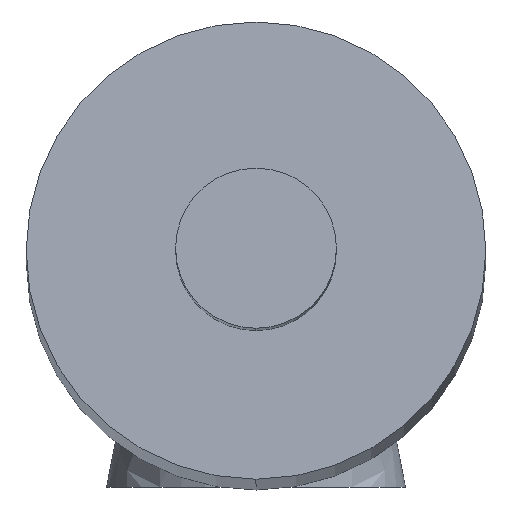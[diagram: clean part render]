
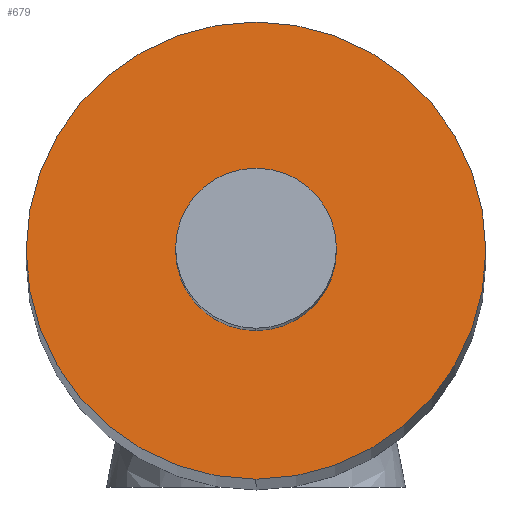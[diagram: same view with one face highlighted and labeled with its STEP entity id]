
A CAD part, left-side view. The second image highlights one B-rep face of the part: STEP entity #679.
In plain terms, the highlighted planar face has unit normal (-0.995, 0, 0.104).
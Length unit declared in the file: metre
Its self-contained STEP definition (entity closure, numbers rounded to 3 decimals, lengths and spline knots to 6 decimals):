
#21 = VERTEX_POINT ( 'NONE', #1073 ) ;
#34 = CARTESIAN_POINT ( 'NONE',  ( -2.653353, 0., 2.609021 ) ) ;
#96 = VERTEX_POINT ( 'NONE', #1053 ) ;
#174 = CARTESIAN_POINT ( 'NONE',  ( -2.836277, 0., 0.868607 ) ) ;
#185 = FACE_BOUND ( 'NONE', #1461, .T. ) ;
#348 = AXIS2_PLACEMENT_3D ( 'NONE', #682, #1285, #1274 ) ;
#381 = AXIS2_PLACEMENT_3D ( 'NONE', #1505, #1551, #1517 ) ;
#384 = AXIS2_PLACEMENT_3D ( 'NONE', #1383, #1527, #1663 ) ;
#419 = AXIS2_PLACEMENT_3D ( 'NONE', #776, #489, #931 ) ;
#432 = ORIENTED_EDGE ( 'NONE', *, *, #1615, .T. ) ;
#475 = CARTESIAN_POINT ( 'NONE',  ( -3.019202, 0., -0.871806 ) ) ;
#489 = DIRECTION ( 'NONE',  ( -0.995, 0., 0.105 ) ) ;
#500 = EDGE_CURVE ( 'NONE', #881, #871, #634, .T. ) ;
#634 = CIRCLE ( 'NONE', #419, 1.75 ) ;
#645 = FACE_OUTER_BOUND ( 'NONE', #1880, .T. ) ;
#674 = CIRCLE ( 'NONE', #381, 5. ) ;
#679 = ADVANCED_FACE ( 'NONE', ( #185, #645 ), #1535, .T. ) ;
#682 = CARTESIAN_POINT ( 'NONE',  ( -2.836277, 0., 0.868607 ) ) ;
#776 = CARTESIAN_POINT ( 'NONE',  ( -2.836277, 0., 0.868607 ) ) ;
#799 = CIRCLE ( 'NONE', #348, 5. ) ;
#871 = VERTEX_POINT ( 'NONE', #34 ) ;
#881 = VERTEX_POINT ( 'NONE', #475 ) ;
#931 = DIRECTION ( 'NONE',  ( 0.105, 0., 0.995 ) ) ;
#1025 = EDGE_CURVE ( 'NONE', #96, #21, #674, .T. ) ;
#1053 = CARTESIAN_POINT ( 'NONE',  ( -2.313635, 0., 5.841217 ) ) ;
#1056 = EDGE_CURVE ( 'NONE', #871, #881, #1592, .T. ) ;
#1073 = CARTESIAN_POINT ( 'NONE',  ( -3.35892, 0., -4.104002 ) ) ;
#1274 = DIRECTION ( 'NONE',  ( 0.105, 0., 0.995 ) ) ;
#1285 = DIRECTION ( 'NONE',  ( -0.995, 0., 0.105 ) ) ;
#1379 = ORIENTED_EDGE ( 'NONE', *, *, #500, .F. ) ;
#1383 = CARTESIAN_POINT ( 'NONE',  ( -2.836277, 0., 0.868607 ) ) ;
#1390 = DIRECTION ( 'NONE',  ( -0.995, 0., 0.105 ) ) ;
#1426 = DIRECTION ( 'NONE',  ( 0.105, 0., 0.995 ) ) ;
#1461 = EDGE_LOOP ( 'NONE', ( #1379, #1632 ) ) ;
#1505 = CARTESIAN_POINT ( 'NONE',  ( -2.836277, 0., 0.868607 ) ) ;
#1517 = DIRECTION ( 'NONE',  ( 0.105, 0., 0.995 ) ) ;
#1527 = DIRECTION ( 'NONE',  ( -0.995, 0., 0.105 ) ) ;
#1535 = PLANE ( 'NONE',  #1929 ) ;
#1551 = DIRECTION ( 'NONE',  ( -0.995, 0., 0.105 ) ) ;
#1592 = CIRCLE ( 'NONE', #384, 1.75 ) ;
#1615 = EDGE_CURVE ( 'NONE', #21, #96, #799, .T. ) ;
#1632 = ORIENTED_EDGE ( 'NONE', *, *, #1056, .F. ) ;
#1663 = DIRECTION ( 'NONE',  ( 0.105, 0., 0.995 ) ) ;
#1800 = ORIENTED_EDGE ( 'NONE', *, *, #1025, .T. ) ;
#1880 = EDGE_LOOP ( 'NONE', ( #432, #1800 ) ) ;
#1929 = AXIS2_PLACEMENT_3D ( 'NONE', #174, #1390, #1426 ) ;
